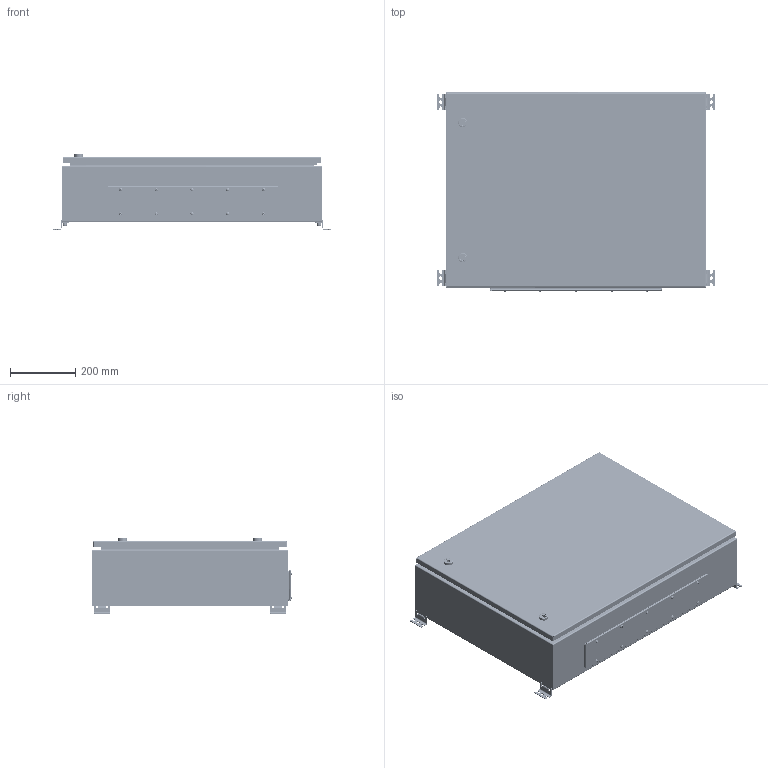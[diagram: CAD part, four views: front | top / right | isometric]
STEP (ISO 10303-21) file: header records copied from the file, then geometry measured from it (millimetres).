
FILE_DESCRIPTION (( 'STEP AP214' ), '1' );
FILE_NAME ('21.080.060.20.STEP', '2024-07-24T12:32:30', ( '' ), ( '' ), 'SwSTEP 2.0', 'SolidWorks 2021', '' );
FILE_SCHEMA (( 'AUTOMOTIVE_DESIGN' ));
Length unit declared in the file: millimetre
Products named in the file (34): Ïðîêëàäêà êðûøêè ÄÌ W530D90; Ãàñêåòèíã äâåðè W800H600; Ëåâàÿ ñòåíêà H600D200; 鎖芯_1; Øïèëüêà ïðèâàðíàÿ Ì6õ16; 471.100 Íàñòåííîå êðåïëåíèå; 螺母_1; 21.080.060.20; ﾇ瑟鶴 MS-705-3D; 嵑謺麃; Äâåðü W800H600; Ïðàâàÿ ñòåíêà H600D200; 妈眚 DIN 912-󋔊0-Zn; Øïèëüêà ïðèâàðíàÿ Ì6õ25; Äâåðíîå ïîëîòíî W800H600; 嵑謺麃 瀁蠉澼鍣 094; Âòóëêà øàðíèðà; Çàêëåïêà ðåçüáîâàÿ Ì5 øåñòèãðàííàÿ ñ óìåíüøåííûì áîðòîì; 主體_1; Áîëò Ì6õ10 ñ øåñòèãðàííîé ãîëîâêîé ñ ïðåññøàéáîé; Ïðîôèëü äâåðíîé H600; 扻豵鵨 W800H600D200; Ãàéêà M6 DIN6923.step; 剒蜲錪_30403583_MESAN; Âèíò DIN 967 Ì5õ16 ñ ïîëóêðóãëîé ãîëîâêîé ñ êðåñòîîáðàçíûì øëèöåì; Ïåòëÿ ùèòîâàÿ ïðèâàðíàÿ; 昢膼碴鍣 膰豵鵨 W800H600D200; 昑 W800H600; 小頭螺絲_1; Çàêëåïêà ðåçüáîâàÿ Ì8 øåñòèãðàííàÿ ñ óìåíüøåííûì áîðòîì; 鐵墊圈_1; 墊片_1; Ðåçèíêà øàðíèðà; 署赅 W530D90
Assembly tree (79 placements, depth 4):
  21.080.060.20
    昢膼碴鍣 膰豵鵨 W800H600D200
      扻豵鵨 W800H600D200
      Ïðàâàÿ ñòåíêà H600D200
      Ëåâàÿ ñòåíêà H600D200
      Øïèëüêà ïðèâàðíàÿ Ì6õ16  x4
      Øïèëüêà ïðèâàðíàÿ Ì6õ25  x4
      Çàêëåïêà ðåçüáîâàÿ Ì8 øåñòèãðàííàÿ ñ óìåíüøåííûì áîðòîì  x4
      Çàêëåïêà ðåçüáîâàÿ Ì5 øåñòèãðàííàÿ ñ óìåíüøåííûì áîðòîì  x10
    Äâåðü W800H600
      Äâåðíîå ïîëîòíî W800H600
      Ãàñêåòèíã äâåðè W800H600
      Ïðîôèëü äâåðíîé H600  x2
      Øïèëüêà ïðèâàðíàÿ Ì6õ16  x2
      Ïåòëÿ ùèòîâàÿ ïðèâàðíàÿ  x2
      ﾇ瑟鶴 MS-705-3D  x2
        主體_1
        鎖芯_1
        墊片_1
        螺母_1
        鐵墊圈_1
        小頭螺絲_1
        剒蜲錪_30403583_MESAN
    昑 W800H600
    署赅 W530D90
    Âèíò DIN 967 Ì5õ16 ñ ïîëóêðóãëîé ãîëîâêîé ñ êðåñòîîáðàçíûì øëèöåì  x10
    Ïðîêëàäêà êðûøêè ÄÌ W530D90
    嵑謺麃 瀁蠉澼鍣 094  x2
      嵑謺麃
      Âòóëêà øàðíèðà
      Ðåçèíêà øàðíèðà
    Áîëò Ì6õ10 ñ øåñòèãðàííîé ãîëîâêîé ñ ïðåññøàéáîé  x4
    471.100 Íàñòåííîå êðåïëåíèå  x4
    妈眚 DIN 912-󋔊0-Zn  x4
    Ãàéêà M6 DIN6923.step  x4
Bounding box: 852 x 611.05 x 231.4 mm (x, y, z)
Volume: 3521347.7 mm3; surface area: 4514188.2 mm2
Topology: 84 solids, 84 shells, 4181 faces, 10698 edges, 6733 vertices
Faces by surface type: plane 1661, cylinder 1604, bspline 470, cone 258, torus 148, sphere 40
Entity records: 72860 total; most frequent: CARTESIAN_POINT 27659, ORIENTED_EDGE 8594, DIRECTION 7232, EDGE_CURVE 4297, VERTEX_POINT 2716, AXIS2_PLACEMENT_3D 2519, VECTOR 2194, LINE 2194
